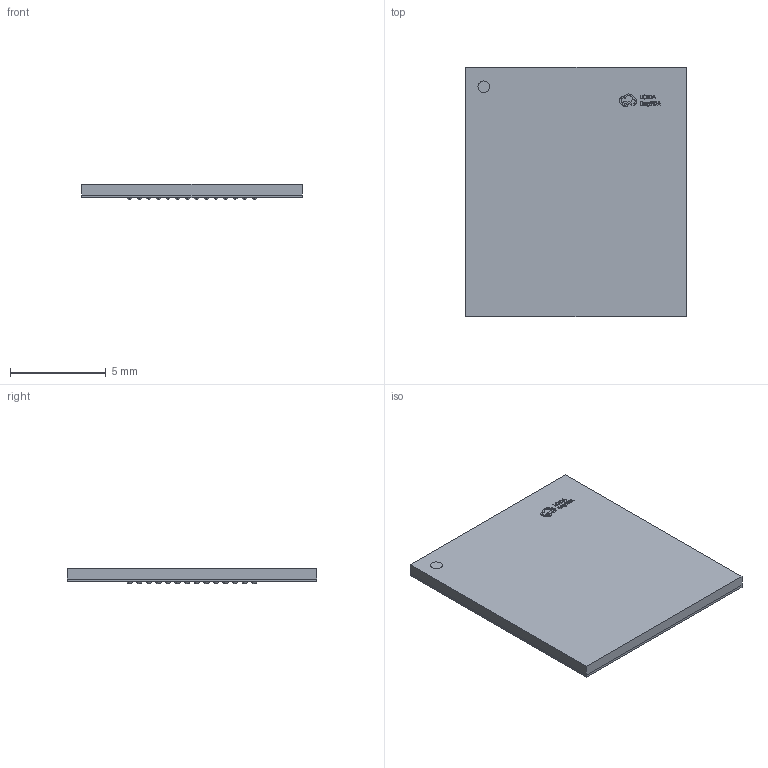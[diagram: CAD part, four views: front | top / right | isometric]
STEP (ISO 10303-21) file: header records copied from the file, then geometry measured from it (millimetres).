
FILE_DESCRIPTION (( 'STEP AP214' ), '1' );
FILE_NAME ('FBGA-153_L13.0-W11.5-P0.50_MKEMA064GD1E-C.step', '2022-06-22T14:38:09', ( '' ), ( '' ), 'SwSTEP 2.0', 'SolidWorks 2020', '' );
FILE_SCHEMA (( 'AUTOMOTIVE_DESIGN' ));
Length unit declared in the file: millimetre
Products named in the file (1): FBGA-153_L13.0-W11.5-P0.50_MKEMA064GD1E-C
Bounding box: 11.5 x 13 x 0.82 mm (x, y, z)
Volume: 104.1 mm3; surface area: 640.1 mm2
Topology: 2 solids, 2 shells, 914 faces, 2034 edges, 1458 vertices
Faces by surface type: sphere 612, plane 188, bspline 112, cylinder 2
Entity records: 37783 total; most frequent: CARTESIAN_POINT 6511, DIRECTION 4640, ORIENTED_EDGE 4068, EDGE_CURVE 2034, AXIS2_PLACEMENT_3D 2031, VERTEX_POINT 1458, EDGE_LOOP 1248, CIRCLE 1228
